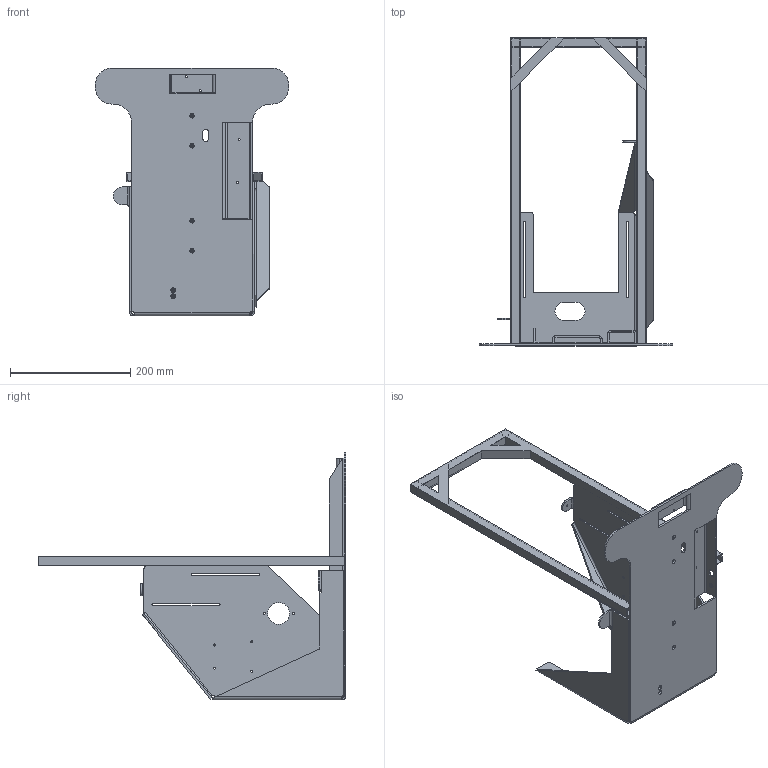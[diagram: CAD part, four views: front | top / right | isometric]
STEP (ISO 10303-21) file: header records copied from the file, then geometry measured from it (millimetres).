
FILE_DESCRIPTION(('FreeCAD Model'),'2;1');
FILE_NAME('Open CASCADE Shape Model','2025-11-21T21:15:23',(''),(''), 'Open CASCADE STEP processor 7.6','FreeCAD','Unknown');
FILE_SCHEMA(('AUTOMOTIVE_DESIGN { 1 0 10303 214 1 1 1 1 }'));
Length unit declared in the file: millimetre
Products named in the file (1): main_frame+xeryon_holder+reinforcement
Bounding box: 322 x 513 x 413 mm (x, y, z)
Volume: 843595.8 mm3; surface area: 587750.7 mm2
Topology: 1 solids, 8 shells, 311 faces, 779 edges, 482 vertices
Faces by surface type: plane 193, cylinder 81, bspline 31, cone 6
Full cylindrical faces by diameter (mm): 3.4 x17, 8.3 x1, 36.3 x1
Entity records: 15733 total; most frequent: CARTESIAN_POINT 8347, ORIENTED_EDGE 1558, DIRECTION 1410, EDGE_CURVE 779, LINE 546, VECTOR 546, VERTEX_POINT 482, AXIS2_PLACEMENT_3D 432
